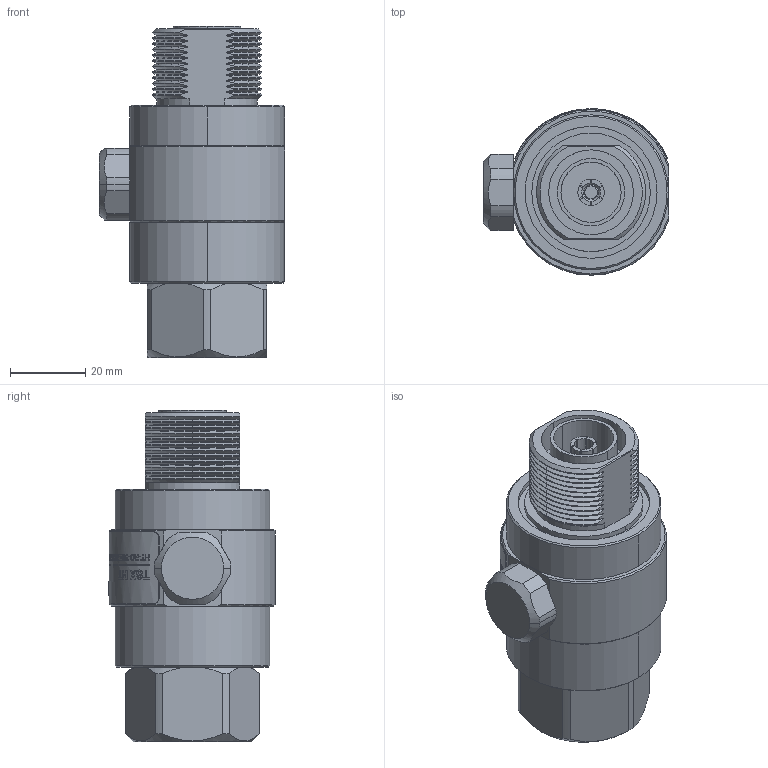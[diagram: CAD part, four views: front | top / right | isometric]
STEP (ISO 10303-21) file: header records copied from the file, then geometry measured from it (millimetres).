
FILE_DESCRIPTION (( 'STEP AP214' ), '1' );
FILE_NAME ('HT-RO-TSX-DCDFM.STEP', '2019-07-30T19:43:04', ( '' ), ( '' ), 'SwSTEP 2.0', 'SolidWorks 2019', '' );
FILE_SCHEMA (( 'AUTOMOTIVE_DESIGN' ));
Length unit declared in the file: inch
Products named in the file (27): 7040-0156; TSXDC-DFM-C^HT-RO-TSX-DCDFM; 4041-0009; 7040-0043; 7050-0010_Hidden; 5800-0203; 7020-4067^HT-RO-TSX-DCDFM; 7040-0060; 1359-0002; 5800-0202; 1499-0001_99842A113; 7040-0037; 4035-0071; 2812-0004 rev f; 3800-285-1; 7060-0017_Hidden; 4041-0010; 4052-0027; TSXDC-DFM-B^HT-RO-TSX-DCDFM; 2003-1052_Hidden; 4041-0011; 1502-0716; 2003-3454-6; 4050-0012; 4035-0072; 3800-285; HT-RO-TSX-DCDFM
Assembly tree (24 placements, depth 3):
  TSXDC-DFM-C^HT-RO-TSX-DCDFM
  7050-0010_Hidden
  7020-4067^HT-RO-TSX-DCDFM
  7060-0017_Hidden
  TSXDC-DFM-B^HT-RO-TSX-DCDFM
Bounding box: 49.15 x 44.22 x 87.93 mm (x, y, z)
Volume: 73686.4 mm3; surface area: 52487.6 mm2
Topology: 23 solids, 23 shells, 1210 faces, 3033 edges, 1961 vertices
Faces by surface type: plane 433, cylinder 331, bspline 216, cone 170, torus 60
Entity records: 55094 total; most frequent: CARTESIAN_POINT 20643, ORIENTED_EDGE 5790, DIRECTION 4969, EDGE_CURVE 2895, AXIS2_PLACEMENT_3D 1991, VERTEX_POINT 1877, EDGE_LOOP 1254, ADVANCED_FACE 1141
